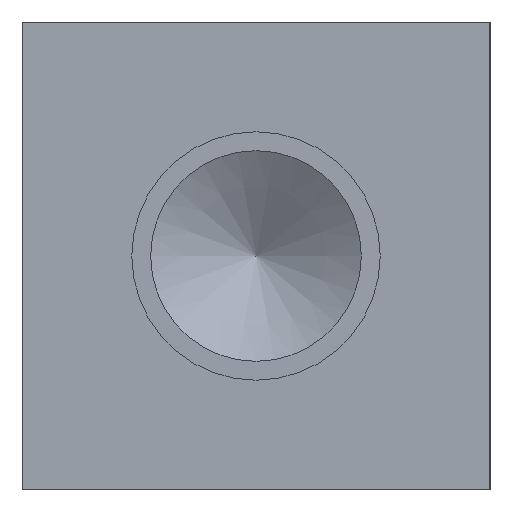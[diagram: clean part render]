
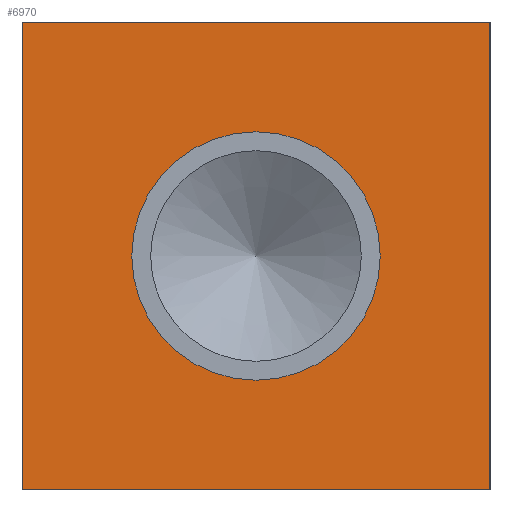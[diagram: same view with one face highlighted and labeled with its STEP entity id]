
A CAD part, left-side view. The second image highlights one B-rep face of the part: STEP entity #6970.
In plain terms, the highlighted planar face has unit normal (-1, 0, 0).
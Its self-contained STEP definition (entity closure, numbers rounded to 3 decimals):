
#134=CIRCLE('',#7324,16.853);
#135=CIRCLE('',#7325,16.853);
#181=FACE_BOUND('',#1157,.T.);
#407=PLANE('',#7327);
#759=FACE_OUTER_BOUND('',#1156,.T.);
#1156=EDGE_LOOP('',(#6196,#6197,#6198,#6199));
#1157=EDGE_LOOP('',(#6200,#6201));
#1431=LINE('',#10709,#2111);
#1845=LINE('',#11874,#2525);
#1846=LINE('',#11875,#2526);
#1847=LINE('',#11876,#2527);
#2111=VECTOR('',#7727,10.);
#2525=VECTOR('',#8683,10.);
#2526=VECTOR('',#8684,10.);
#2527=VECTOR('',#8685,10.);
#3009=VERTEX_POINT('',#10702);
#3012=VERTEX_POINT('',#10707);
#3361=VERTEX_POINT('',#11864);
#3362=VERTEX_POINT('',#11865);
#3363=VERTEX_POINT('',#11872);
#3364=VERTEX_POINT('',#11873);
#3799=EDGE_CURVE('',#3012,#3009,#1431,.T.);
#4311=EDGE_CURVE('',#3361,#3362,#134,.T.);
#4312=EDGE_CURVE('',#3362,#3361,#135,.T.);
#4315=EDGE_CURVE('',#3363,#3364,#1845,.T.);
#4316=EDGE_CURVE('',#3364,#3009,#1846,.T.);
#4317=EDGE_CURVE('',#3363,#3012,#1847,.T.);
#6196=ORIENTED_EDGE('',*,*,#4315,.T.);
#6197=ORIENTED_EDGE('',*,*,#4316,.T.);
#6198=ORIENTED_EDGE('',*,*,#3799,.F.);
#6199=ORIENTED_EDGE('',*,*,#4317,.F.);
#6200=ORIENTED_EDGE('',*,*,#4311,.T.);
#6201=ORIENTED_EDGE('',*,*,#4312,.T.);
#6970=ADVANCED_FACE('',(#759,#181),#407,.T.);
#7324=AXIS2_PLACEMENT_3D('',#11866,#8673,#8674);
#7325=AXIS2_PLACEMENT_3D('',#11867,#8675,#8676);
#7327=AXIS2_PLACEMENT_3D('',#11871,#8681,#8682);
#7727=DIRECTION('',(0.,-1.,0.));
#8673=DIRECTION('center_axis',(1.,0.,0.));
#8674=DIRECTION('ref_axis',(0.,1.,0.));
#8675=DIRECTION('center_axis',(1.,0.,0.));
#8676=DIRECTION('ref_axis',(0.,1.,0.));
#8681=DIRECTION('center_axis',(-1.,0.,0.));
#8682=DIRECTION('ref_axis',(0.,-1.,0.));
#8683=DIRECTION('',(0.,-1.,0.));
#8684=DIRECTION('',(0.,0.,1.));
#8685=DIRECTION('',(0.,0.,1.));
#10702=CARTESIAN_POINT('',(0.,0.,63.5));
#10707=CARTESIAN_POINT('',(0.,63.5,63.5));
#10709=CARTESIAN_POINT('',(0.,63.5,63.5));
#11864=CARTESIAN_POINT('',(0.,48.603,31.75));
#11865=CARTESIAN_POINT('',(0.,14.897,31.75));
#11866=CARTESIAN_POINT('Origin',(0.,31.75,31.75));
#11867=CARTESIAN_POINT('Origin',(0.,31.75,31.75));
#11871=CARTESIAN_POINT('Origin',(0.,63.5,0.));
#11872=CARTESIAN_POINT('',(0.,63.5,0.));
#11873=CARTESIAN_POINT('',(0.,0.,0.));
#11874=CARTESIAN_POINT('',(0.,63.5,0.));
#11875=CARTESIAN_POINT('',(0.,0.,0.));
#11876=CARTESIAN_POINT('',(0.,63.5,0.));
